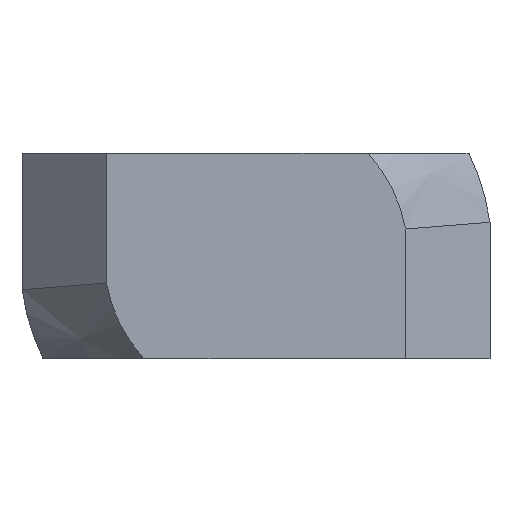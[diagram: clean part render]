
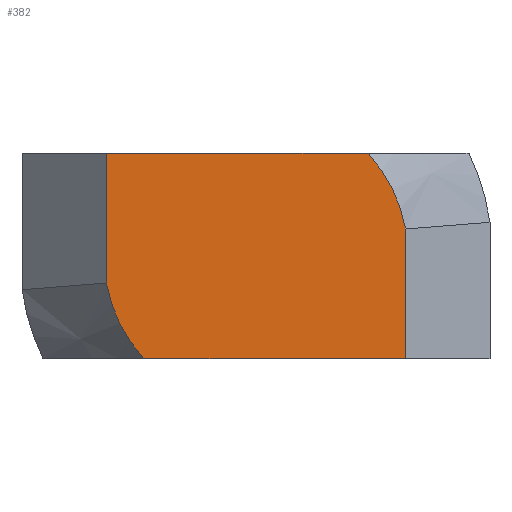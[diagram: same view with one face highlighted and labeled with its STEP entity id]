
A CAD part, front view. The second image highlights one B-rep face of the part: STEP entity #382.
In plain terms, the highlighted planar face has unit normal (0, -1, 0).
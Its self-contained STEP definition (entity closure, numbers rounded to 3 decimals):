
#15 = AXIS2_PLACEMENT_3D ( 'NONE', #407, #323, #76 ) ;
#19 = EDGE_CURVE ( 'NONE', #107, #754, #186, .T. ) ;
#29 = CARTESIAN_POINT ( 'NONE',  ( 6.2, -11.8, 0. ) ) ;
#45 = VECTOR ( 'NONE', #310, 1000. ) ;
#52 = CARTESIAN_POINT ( 'NONE',  ( 0., -11.8, 0. ) ) ;
#69 = ORIENTED_EDGE ( 'NONE', *, *, #577, .T. ) ;
#76 = DIRECTION ( 'NONE',  ( 0., 0., -1. ) ) ;
#81 = CARTESIAN_POINT ( 'NONE',  ( 0., -11.8, 0. ) ) ;
#105 = CARTESIAN_POINT ( 'NONE',  ( 6.2, -11.8, -4.25 ) ) ;
#107 = VERTEX_POINT ( 'NONE', #395 ) ;
#166 = VECTOR ( 'NONE', #835, 1000. ) ;
#186 = LINE ( 'NONE', #387, #166 ) ;
#196 = EDGE_CURVE ( 'NONE', #428, #229, #554, .T. ) ;
#198 = DIRECTION ( 'NONE',  ( 0., -1., 0. ) ) ;
#211 = FACE_OUTER_BOUND ( 'NONE', #367, .T. ) ;
#229 = VERTEX_POINT ( 'NONE', #600 ) ;
#251 = DIRECTION ( 'NONE',  ( 0., 0., -1. ) ) ;
#262 = VECTOR ( 'NONE', #251, 1000. ) ;
#304 = ORIENTED_EDGE ( 'NONE', *, *, #721, .T. ) ;
#310 = DIRECTION ( 'NONE',  ( 0., 0., 1. ) ) ;
#317 = LINE ( 'NONE', #467, #262 ) ;
#323 = DIRECTION ( 'NONE',  ( 0., -1., 0. ) ) ;
#343 = DIRECTION ( 'NONE',  ( 0., 0., -1. ) ) ;
#350 = CIRCLE ( 'NONE', #15, 6.3 ) ;
#364 = LINE ( 'NONE', #635, #530 ) ;
#367 = EDGE_LOOP ( 'NONE', ( #752, #614, #378, #69, #683, #304 ) ) ;
#378 = ORIENTED_EDGE ( 'NONE', *, *, #19, .T. ) ;
#382 = ADVANCED_FACE ( 'NONE', ( #211 ), #660, .T. ) ;
#387 = CARTESIAN_POINT ( 'NONE',  ( 8.83, -11.8, 4.25 ) ) ;
#395 = CARTESIAN_POINT ( 'NONE',  ( 4.651, -11.8, 4.25 ) ) ;
#402 = VERTEX_POINT ( 'NONE', #671 ) ;
#407 = CARTESIAN_POINT ( 'NONE',  ( 0., -11.8, 0. ) ) ;
#428 = VERTEX_POINT ( 'NONE', #663 ) ;
#438 = DIRECTION ( 'NONE',  ( 1., 0., 0. ) ) ;
#444 = LINE ( 'NONE', #29, #45 ) ;
#467 = CARTESIAN_POINT ( 'NONE',  ( -6.2, -11.8, 0. ) ) ;
#474 = DIRECTION ( 'NONE',  ( 0., -1., 0. ) ) ;
#503 = CARTESIAN_POINT ( 'NONE',  ( -6.2, -11.8, 4.25 ) ) ;
#530 = VECTOR ( 'NONE', #438, 1000. ) ;
#554 = CIRCLE ( 'NONE', #797, 6.3 ) ;
#577 = EDGE_CURVE ( 'NONE', #754, #428, #317, .T. ) ;
#592 = EDGE_CURVE ( 'NONE', #402, #107, #350, .T. ) ;
#600 = CARTESIAN_POINT ( 'NONE',  ( -4.651, -11.8, -4.25 ) ) ;
#614 = ORIENTED_EDGE ( 'NONE', *, *, #592, .T. ) ;
#634 = EDGE_CURVE ( 'NONE', #677, #402, #444, .T. ) ;
#635 = CARTESIAN_POINT ( 'NONE',  ( -8.83, -11.8, -4.25 ) ) ;
#660 = PLANE ( 'NONE',  #800 ) ;
#663 = CARTESIAN_POINT ( 'NONE',  ( -6.2, -11.8, -1.118 ) ) ;
#671 = CARTESIAN_POINT ( 'NONE',  ( 6.2, -11.8, 1.118 ) ) ;
#677 = VERTEX_POINT ( 'NONE', #105 ) ;
#683 = ORIENTED_EDGE ( 'NONE', *, *, #196, .T. ) ;
#721 = EDGE_CURVE ( 'NONE', #229, #677, #364, .T. ) ;
#752 = ORIENTED_EDGE ( 'NONE', *, *, #634, .T. ) ;
#754 = VERTEX_POINT ( 'NONE', #503 ) ;
#797 = AXIS2_PLACEMENT_3D ( 'NONE', #52, #198, #837 ) ;
#800 = AXIS2_PLACEMENT_3D ( 'NONE', #81, #474, #343 ) ;
#835 = DIRECTION ( 'NONE',  ( -1., 0., 0. ) ) ;
#837 = DIRECTION ( 'NONE',  ( 0., 0., -1. ) ) ;
